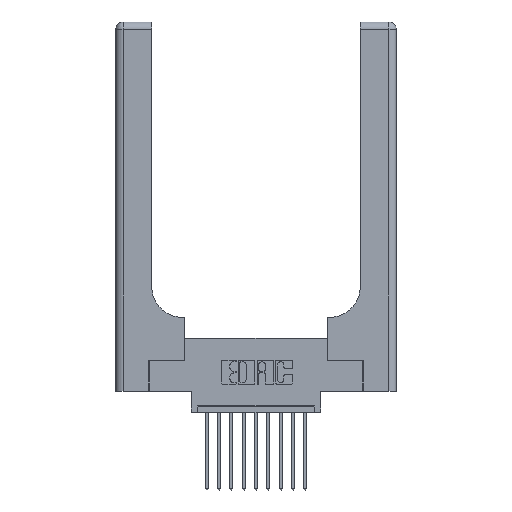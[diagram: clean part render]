
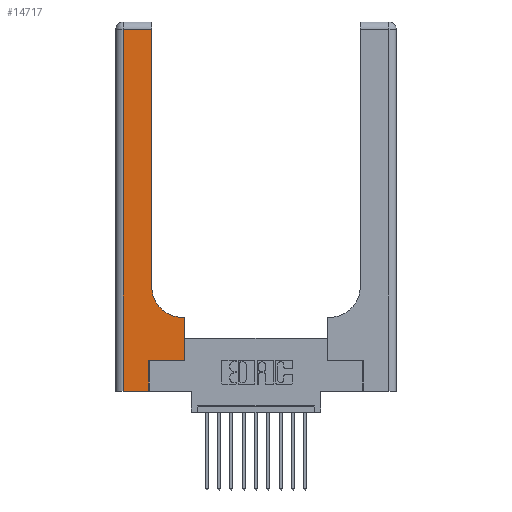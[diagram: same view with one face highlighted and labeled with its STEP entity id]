
A CAD part, top view. The second image highlights one B-rep face of the part: STEP entity #14717.
In plain terms, the highlighted planar face has unit normal (0, 0, 1).
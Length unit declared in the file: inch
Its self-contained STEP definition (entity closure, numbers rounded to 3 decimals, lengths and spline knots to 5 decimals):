
#57 = EDGE_LOOP ( 'NONE', ( #13083, #11633, #5765, #5058, #15723, #9939, #13057, #7802, #10610 ) ) ;
#275 = CARTESIAN_POINT ( 'NONE',  ( 0.5415, 0.85, 0.37 ) ) ;
#319 = LINE ( 'NONE', #9200, #2127 ) ;
#371 = LINE ( 'NONE', #416, #6557 ) ;
#416 = CARTESIAN_POINT ( 'NONE',  ( 0.06, 3., 0.37 ) ) ;
#557 = CARTESIAN_POINT ( 'NONE',  ( 0.5585, 0.6, 0.37 ) ) ;
#666 = VECTOR ( 'NONE', #11087, 39.37008 ) ;
#826 = EDGE_CURVE ( 'NONE', #15191, #7165, #16000, .T. ) ;
#1127 = VECTOR ( 'NONE', #1192, 39.37008 ) ;
#1192 = DIRECTION ( 'NONE',  ( -1., 0., 0. ) ) ;
#1204 = PLANE ( 'NONE',  #4222 ) ;
#1541 = LINE ( 'NONE', #7559, #1127 ) ;
#1605 = VECTOR ( 'NONE', #9412, 39.37008 ) ;
#1889 = CARTESIAN_POINT ( 'NONE',  ( 0.269, 0.25, 0.37 ) ) ;
#2061 = LINE ( 'NONE', #2188, #666 ) ;
#2127 = VECTOR ( 'NONE', #4176, 39.37008 ) ;
#2188 = CARTESIAN_POINT ( 'NONE',  ( 0.2915, 3., 0.37 ) ) ;
#2227 = CARTESIAN_POINT ( 'NONE',  ( 0.269, 0., 0.37 ) ) ;
#2347 = AXIS2_PLACEMENT_3D ( 'NONE', #275, #14270, #4082 ) ;
#2704 = EDGE_CURVE ( 'NONE', #12897, #15662, #371, .T. ) ;
#3297 = LINE ( 'NONE', #5501, #6703 ) ;
#3401 = FACE_OUTER_BOUND ( 'NONE', #57, .T. ) ;
#3412 = CARTESIAN_POINT ( 'NONE',  ( 0.269, 0.25, 0.37 ) ) ;
#4082 = DIRECTION ( 'NONE',  ( 1., 0., 0. ) ) ;
#4111 = EDGE_CURVE ( 'NONE', #15638, #8185, #12865, .T. ) ;
#4176 = DIRECTION ( 'NONE',  ( 0., 1., 0. ) ) ;
#4222 = AXIS2_PLACEMENT_3D ( 'NONE', #6405, #10116, #14084 ) ;
#4431 = CARTESIAN_POINT ( 'NONE',  ( 0.2915, 0.85, 0.37 ) ) ;
#4557 = VERTEX_POINT ( 'NONE', #10399 ) ;
#5000 = LINE ( 'NONE', #12908, #1605 ) ;
#5058 = ORIENTED_EDGE ( 'NONE', *, *, #9659, .T. ) ;
#5216 = EDGE_CURVE ( 'NONE', #7165, #4557, #2061, .T. ) ;
#5501 = CARTESIAN_POINT ( 'NONE',  ( 0., 0., 0.37 ) ) ;
#5765 = ORIENTED_EDGE ( 'NONE', *, *, #2704, .T. ) ;
#6276 = EDGE_CURVE ( 'NONE', #7743, #15638, #12373, .T. ) ;
#6405 = CARTESIAN_POINT ( 'NONE',  ( 0., 3., 0.37 ) ) ;
#6557 = VECTOR ( 'NONE', #13030, 39.37008 ) ;
#6703 = VECTOR ( 'NONE', #9345, 39.37008 ) ;
#6786 = CARTESIAN_POINT ( 'NONE',  ( 0.269, 0., 0.37 ) ) ;
#7165 = VERTEX_POINT ( 'NONE', #4431 ) ;
#7194 = VERTEX_POINT ( 'NONE', #557 ) ;
#7559 = CARTESIAN_POINT ( 'NONE',  ( 0., 2.94, 0.37 ) ) ;
#7743 = VERTEX_POINT ( 'NONE', #6786 ) ;
#7802 = ORIENTED_EDGE ( 'NONE', *, *, #15458, .T. ) ;
#8185 = VERTEX_POINT ( 'NONE', #10722 ) ;
#8351 = DIRECTION ( 'NONE',  ( 1., 0., 0. ) ) ;
#8589 = VECTOR ( 'NONE', #16331, 39.37008 ) ;
#9200 = CARTESIAN_POINT ( 'NONE',  ( 0.5585, 0.25, 0.37 ) ) ;
#9345 = DIRECTION ( 'NONE',  ( 1., 0., 0. ) ) ;
#9412 = DIRECTION ( 'NONE',  ( -1., 0., 0. ) ) ;
#9659 = EDGE_CURVE ( 'NONE', #15662, #7743, #3297, .T. ) ;
#9842 = EDGE_CURVE ( 'NONE', #8185, #7194, #319, .T. ) ;
#9939 = ORIENTED_EDGE ( 'NONE', *, *, #4111, .T. ) ;
#10116 = DIRECTION ( 'NONE',  ( 0., 0., -1. ) ) ;
#10134 = EDGE_CURVE ( 'NONE', #4557, #12897, #1541, .T. ) ;
#10399 = CARTESIAN_POINT ( 'NONE',  ( 0.2915, 2.94, 0.37 ) ) ;
#10610 = ORIENTED_EDGE ( 'NONE', *, *, #826, .T. ) ;
#10722 = CARTESIAN_POINT ( 'NONE',  ( 0.5585, 0.25, 0.37 ) ) ;
#11087 = DIRECTION ( 'NONE',  ( 0., 1., 0. ) ) ;
#11633 = ORIENTED_EDGE ( 'NONE', *, *, #10134, .T. ) ;
#12373 = LINE ( 'NONE', #2227, #8589 ) ;
#12653 = VECTOR ( 'NONE', #8351, 39.37008 ) ;
#12865 = LINE ( 'NONE', #1889, #12653 ) ;
#12897 = VERTEX_POINT ( 'NONE', #13587 ) ;
#12908 = CARTESIAN_POINT ( 'NONE',  ( 0.2915, 0.6, 0.37 ) ) ;
#13030 = DIRECTION ( 'NONE',  ( 0., -1., 0. ) ) ;
#13057 = ORIENTED_EDGE ( 'NONE', *, *, #9842, .T. ) ;
#13083 = ORIENTED_EDGE ( 'NONE', *, *, #5216, .T. ) ;
#13587 = CARTESIAN_POINT ( 'NONE',  ( 0.06, 2.94, 0.37 ) ) ;
#14084 = DIRECTION ( 'NONE',  ( -1., 0., 0. ) ) ;
#14270 = DIRECTION ( 'NONE',  ( 0., 0., -1. ) ) ;
#14717 = ADVANCED_FACE ( 'NONE', ( #3401 ), #1204, .F. ) ;
#15191 = VERTEX_POINT ( 'NONE', #16429 ) ;
#15458 = EDGE_CURVE ( 'NONE', #7194, #15191, #5000, .T. ) ;
#15638 = VERTEX_POINT ( 'NONE', #3412 ) ;
#15662 = VERTEX_POINT ( 'NONE', #16183 ) ;
#15723 = ORIENTED_EDGE ( 'NONE', *, *, #6276, .T. ) ;
#16000 = CIRCLE ( 'NONE', #2347, 0.25 ) ;
#16183 = CARTESIAN_POINT ( 'NONE',  ( 0.06, 0., 0.37 ) ) ;
#16331 = DIRECTION ( 'NONE',  ( 0., 1., 0. ) ) ;
#16429 = CARTESIAN_POINT ( 'NONE',  ( 0.5415, 0.6, 0.37 ) ) ;
